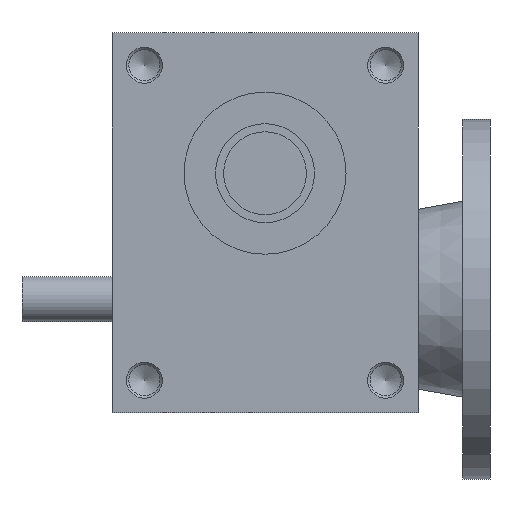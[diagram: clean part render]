
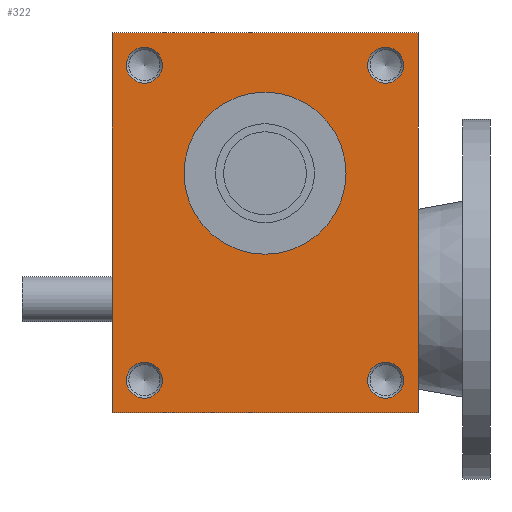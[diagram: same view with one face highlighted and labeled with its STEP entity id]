
A CAD part, front view. The second image highlights one B-rep face of the part: STEP entity #322.
In plain terms, the highlighted planar face has unit normal (0, -1, 0).
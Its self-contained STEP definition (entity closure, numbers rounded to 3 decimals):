
#322 = ADVANCED_FACE( '', ( #765, #766, #767, #768, #769, #770 ), #771, .F. );
#765 = FACE_BOUND( '', #1488, .T. );
#766 = FACE_BOUND( '', #1489, .T. );
#767 = FACE_BOUND( '', #1490, .T. );
#768 = FACE_BOUND( '', #1491, .T. );
#769 = FACE_BOUND( '', #1492, .T. );
#770 = FACE_OUTER_BOUND( '', #1493, .T. );
#771 = PLANE( '', #1494 );
#1488 = EDGE_LOOP( '', ( #2209 ) );
#1489 = EDGE_LOOP( '', ( #2210 ) );
#1490 = EDGE_LOOP( '', ( #2211 ) );
#1491 = EDGE_LOOP( '', ( #2212 ) );
#1492 = EDGE_LOOP( '', ( #2213 ) );
#1493 = EDGE_LOOP( '', ( #2214, #2215, #2216, #2217 ) );
#1494 = AXIS2_PLACEMENT_3D( '', #2218, #2219, #2220 );
#2209 = ORIENTED_EDGE( '', *, *, #3761, .F. );
#2210 = ORIENTED_EDGE( '', *, *, #3762, .F. );
#2211 = ORIENTED_EDGE( '', *, *, #3763, .F. );
#2212 = ORIENTED_EDGE( '', *, *, #3764, .F. );
#2213 = ORIENTED_EDGE( '', *, *, #3765, .T. );
#2214 = ORIENTED_EDGE( '', *, *, #3766, .T. );
#2215 = ORIENTED_EDGE( '', *, *, #3767, .F. );
#2216 = ORIENTED_EDGE( '', *, *, #3768, .F. );
#2217 = ORIENTED_EDGE( '', *, *, #3769, .T. );
#2218 = CARTESIAN_POINT( '', ( -85., -75., 105.5 ) );
#2219 = DIRECTION( '', ( 0., 1., 0. ) );
#2220 = DIRECTION( '', ( 0., 0., 1. ) );
#3761 = EDGE_CURVE( '', #4359, #4359, #4360, .T. );
#3762 = EDGE_CURVE( '', #4361, #4361, #4362, .T. );
#3763 = EDGE_CURVE( '', #4363, #4363, #4364, .T. );
#3764 = EDGE_CURVE( '', #4365, #4365, #4366, .T. );
#3765 = EDGE_CURVE( '', #4367, #4367, #4368, .T. );
#3766 = EDGE_CURVE( '', #4369, #4370, #4371, .T. );
#3767 = EDGE_CURVE( '', #4372, #4370, #4373, .T. );
#3768 = EDGE_CURVE( '', #4374, #4372, #4375, .T. );
#3769 = EDGE_CURVE( '', #4374, #4369, #4376, .T. );
#4359 = VERTEX_POINT( '', #5230 );
#4360 = CIRCLE( '', #5231, 10. );
#4361 = VERTEX_POINT( '', #5232 );
#4362 = CIRCLE( '', #5233, 10. );
#4363 = VERTEX_POINT( '', #5234 );
#4364 = CIRCLE( '', #5235, 10. );
#4365 = VERTEX_POINT( '', #5236 );
#4366 = CIRCLE( '', #5237, 10. );
#4367 = VERTEX_POINT( '', #5238 );
#4368 = CIRCLE( '', #5239, 45. );
#4369 = VERTEX_POINT( '', #5240 );
#4370 = VERTEX_POINT( '', #5241 );
#4371 = LINE( '', #5242, #5243 );
#4372 = VERTEX_POINT( '', #5244 );
#4373 = LINE( '', #5245, #5246 );
#4374 = VERTEX_POINT( '', #5247 );
#4375 = LINE( '', #5248, #5249 );
#4376 = LINE( '', #5250, #5251 );
#5230 = CARTESIAN_POINT( '', ( -67., -75., -97.5 ) );
#5231 = AXIS2_PLACEMENT_3D( '', #6368, #6369, #6370 );
#5232 = CARTESIAN_POINT( '', ( -67., -75., 77.5 ) );
#5233 = AXIS2_PLACEMENT_3D( '', #6371, #6372, #6373 );
#5234 = CARTESIAN_POINT( '', ( 67., -75., 77.5 ) );
#5235 = AXIS2_PLACEMENT_3D( '', #6374, #6375, #6376 );
#5236 = CARTESIAN_POINT( '', ( 67., -75., -97.5 ) );
#5237 = AXIS2_PLACEMENT_3D( '', #6377, #6378, #6379 );
#5238 = CARTESIAN_POINT( '', ( 45., -75., 27.5 ) );
#5239 = AXIS2_PLACEMENT_3D( '', #6380, #6381, #6382 );
#5240 = CARTESIAN_POINT( '', ( -85., -75., -105.5 ) );
#5241 = CARTESIAN_POINT( '', ( 85., -75., -105.5 ) );
#5242 = CARTESIAN_POINT( '', ( -85., -75., -105.5 ) );
#5243 = VECTOR( '', #6383, 1000. );
#5244 = CARTESIAN_POINT( '', ( 85., -75., 105.5 ) );
#5245 = CARTESIAN_POINT( '', ( 85., -75., 105.5 ) );
#5246 = VECTOR( '', #6384, 1000. );
#5247 = CARTESIAN_POINT( '', ( -85., -75., 105.5 ) );
#5248 = CARTESIAN_POINT( '', ( -85., -75., 105.5 ) );
#5249 = VECTOR( '', #6385, 1000. );
#5250 = CARTESIAN_POINT( '', ( -85., -75., 105.5 ) );
#5251 = VECTOR( '', #6386, 1000. );
#6368 = CARTESIAN_POINT( '', ( -67., -75., -87.5 ) );
#6369 = DIRECTION( '', ( 0., -1., 0. ) );
#6370 = DIRECTION( '', ( 0., 0., -1. ) );
#6371 = CARTESIAN_POINT( '', ( -67., -75., 87.5 ) );
#6372 = DIRECTION( '', ( 0., -1., 0. ) );
#6373 = DIRECTION( '', ( 0., 0., -1. ) );
#6374 = CARTESIAN_POINT( '', ( 67., -75., 87.5 ) );
#6375 = DIRECTION( '', ( 0., -1., 0. ) );
#6376 = DIRECTION( '', ( 0., 0., -1. ) );
#6377 = CARTESIAN_POINT( '', ( 67., -75., -87.5 ) );
#6378 = DIRECTION( '', ( 0., -1., 0. ) );
#6379 = DIRECTION( '', ( 0., 0., -1. ) );
#6380 = CARTESIAN_POINT( '', ( 0., -75., 27.5 ) );
#6381 = DIRECTION( '', ( 0., 1., 0. ) );
#6382 = DIRECTION( '', ( 1., 0., 0. ) );
#6383 = DIRECTION( '', ( 1., 0., 0. ) );
#6384 = DIRECTION( '', ( 0., 0., -1. ) );
#6385 = DIRECTION( '', ( 1., 0., 0. ) );
#6386 = DIRECTION( '', ( 0., 0., -1. ) );
